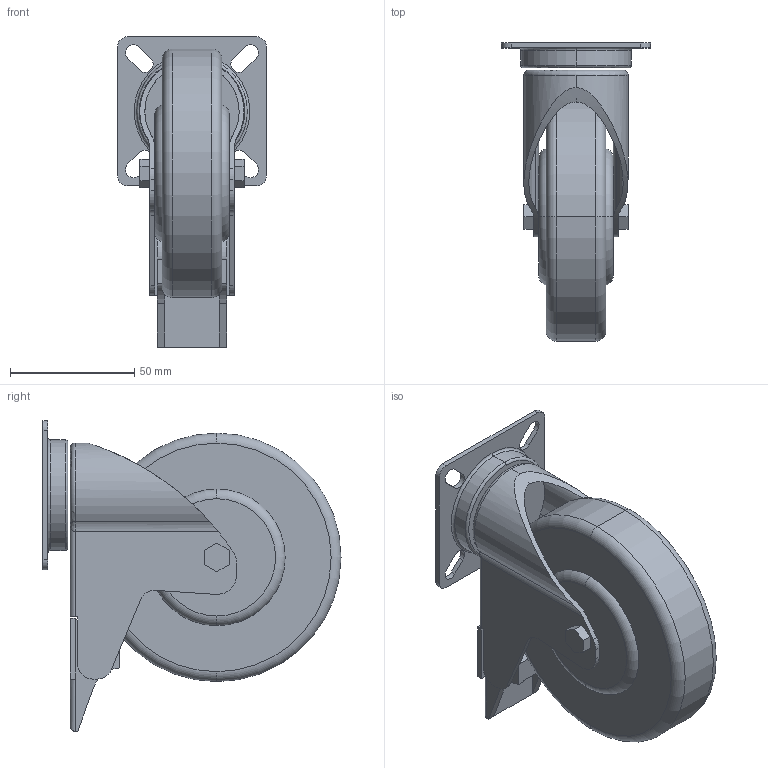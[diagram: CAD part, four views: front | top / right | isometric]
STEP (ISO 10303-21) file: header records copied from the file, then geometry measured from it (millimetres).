
FILE_DESCRIPTION (( 'STEP AP203' ), '1' );
FILE_NAME ('084.404.004.STEP', '2013-01-28T09:16:05', ( 'Alusic' ), ( 'Alusic' ), 'SwSTEP 2.0', 'SolidWorks 2011', '' );
FILE_SCHEMA (( 'CONFIG_CONTROL_DESIGN' ));
Length unit declared in the file: millimetre
Products named in the file (1): 084.404.004
Bounding box: 60 x 120 x 125 mm (x, y, z)
Volume: 249625.2 mm3; surface area: 66535.3 mm2
Topology: 8 solids, 8 shells, 134 faces, 331 edges, 212 vertices
Faces by surface type: plane 72, cylinder 47, torus 13, bspline 2
Entity records: 4383 total; most frequent: CARTESIAN_POINT 1070, DIRECTION 692, ORIENTED_EDGE 658, EDGE_CURVE 329, AXIS2_PLACEMENT_3D 244, VERTEX_POINT 212, VECTOR 204, LINE 204
